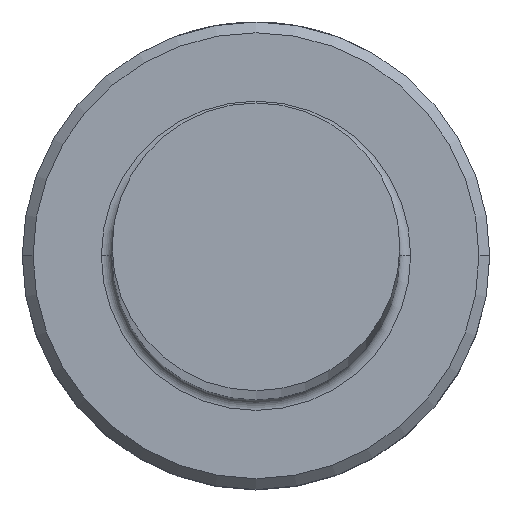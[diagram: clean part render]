
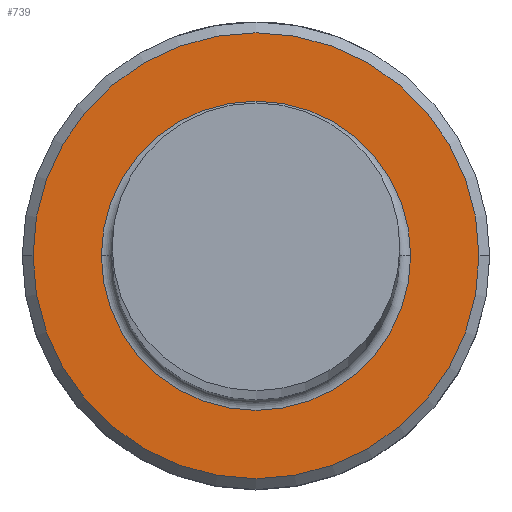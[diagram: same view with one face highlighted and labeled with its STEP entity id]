
A CAD part, top view. The second image highlights one B-rep face of the part: STEP entity #739.
In plain terms, the highlighted planar face has unit normal (0, 0, 1).
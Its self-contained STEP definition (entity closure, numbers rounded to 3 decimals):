
#57 = VERTEX_POINT ( 'NONE', #1116 ) ;
#75 = DIRECTION ( 'NONE',  ( 0., 0., 1. ) ) ;
#83 = PLANE ( 'NONE',  #409 ) ;
#136 = CARTESIAN_POINT ( 'NONE',  ( 0., 0., 8. ) ) ;
#148 = CIRCLE ( 'NONE', #180, 4.3 ) ;
#158 = EDGE_LOOP ( 'NONE', ( #888, #413 ) ) ;
#169 = DIRECTION ( 'NONE',  ( 1., 0., 0. ) ) ;
#180 = AXIS2_PLACEMENT_3D ( 'NONE', #136, #1150, #692 ) ;
#277 = CARTESIAN_POINT ( 'NONE',  ( 6.2, 0., 8. ) ) ;
#284 = EDGE_CURVE ( 'NONE', #1129, #1151, #148, .T. ) ;
#324 = ORIENTED_EDGE ( 'NONE', *, *, #591, .T. ) ;
#380 = CARTESIAN_POINT ( 'NONE',  ( 0., 0., 8. ) ) ;
#409 = AXIS2_PLACEMENT_3D ( 'NONE', #542, #1086, #169 ) ;
#413 = ORIENTED_EDGE ( 'NONE', *, *, #284, .T. ) ;
#476 = DIRECTION ( 'NONE',  ( 1., 0., 0. ) ) ;
#517 = FACE_BOUND ( 'NONE', #158, .T. ) ;
#542 = CARTESIAN_POINT ( 'NONE',  ( 0., 0., 8. ) ) ;
#561 = CARTESIAN_POINT ( 'NONE',  ( 0., 0., 8. ) ) ;
#565 = EDGE_CURVE ( 'NONE', #1151, #1129, #778, .T. ) ;
#591 = EDGE_CURVE ( 'NONE', #57, #849, #1038, .T. ) ;
#611 = AXIS2_PLACEMENT_3D ( 'NONE', #561, #1197, #659 ) ;
#628 = CARTESIAN_POINT ( 'NONE',  ( 0., 0., 8. ) ) ;
#659 = DIRECTION ( 'NONE',  ( -1., 0., 0. ) ) ;
#681 = AXIS2_PLACEMENT_3D ( 'NONE', #380, #1018, #476 ) ;
#692 = DIRECTION ( 'NONE',  ( -1., 0., 0. ) ) ;
#693 = EDGE_CURVE ( 'NONE', #849, #57, #967, .T. ) ;
#721 = DIRECTION ( 'NONE',  ( 1., 0., 0. ) ) ;
#730 = EDGE_LOOP ( 'NONE', ( #324, #771 ) ) ;
#739 = ADVANCED_FACE ( 'NONE', ( #797, #517 ), #83, .T. ) ;
#771 = ORIENTED_EDGE ( 'NONE', *, *, #693, .T. ) ;
#778 = CIRCLE ( 'NONE', #611, 4.3 ) ;
#797 = FACE_OUTER_BOUND ( 'NONE', #730, .T. ) ;
#837 = CARTESIAN_POINT ( 'NONE',  ( -4.3, 0., 8. ) ) ;
#849 = VERTEX_POINT ( 'NONE', #277 ) ;
#872 = CARTESIAN_POINT ( 'NONE',  ( 4.3, 0., 8. ) ) ;
#888 = ORIENTED_EDGE ( 'NONE', *, *, #565, .T. ) ;
#967 = CIRCLE ( 'NONE', #1041, 6.2 ) ;
#1018 = DIRECTION ( 'NONE',  ( 0., 0., 1. ) ) ;
#1038 = CIRCLE ( 'NONE', #681, 6.2 ) ;
#1041 = AXIS2_PLACEMENT_3D ( 'NONE', #628, #75, #721 ) ;
#1086 = DIRECTION ( 'NONE',  ( 0., 0., 1. ) ) ;
#1116 = CARTESIAN_POINT ( 'NONE',  ( -6.2, 0., 8. ) ) ;
#1129 = VERTEX_POINT ( 'NONE', #872 ) ;
#1150 = DIRECTION ( 'NONE',  ( 0., 0., -1. ) ) ;
#1151 = VERTEX_POINT ( 'NONE', #837 ) ;
#1197 = DIRECTION ( 'NONE',  ( 0., 0., -1. ) ) ;
